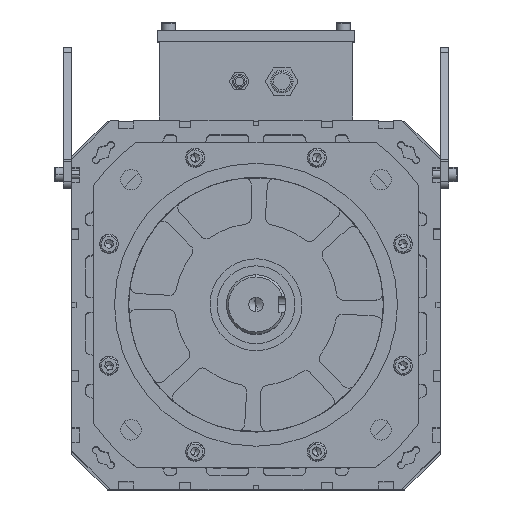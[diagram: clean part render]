
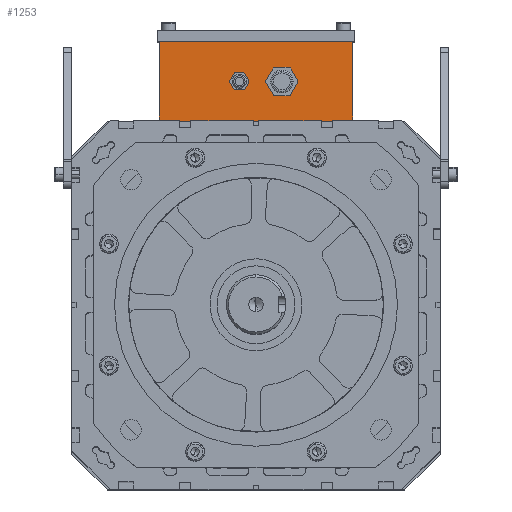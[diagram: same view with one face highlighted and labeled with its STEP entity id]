
A CAD part, top view. The second image highlights one B-rep face of the part: STEP entity #1253.
In plain terms, the highlighted face is planar.
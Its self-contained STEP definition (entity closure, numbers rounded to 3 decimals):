
#1253 = ADVANCED_FACE ( 'NONE', ( #7795, #22822, #16594 ), #7387, .F. ) ;
#2068 = CARTESIAN_POINT ( 'NONE',  ( -68.25, 77.5, 56. ) ) ;
#2501 = LINE ( 'NONE', #11016, #27278 ) ;
#2945 = ORIENTED_EDGE ( 'NONE', *, *, #15673, .F. ) ;
#3989 = CARTESIAN_POINT ( 'NONE',  ( -18.25, 77.5, 28. ) ) ;
#4114 = CARTESIAN_POINT ( 'NONE',  ( 11.75, 77.5, 28. ) ) ;
#4171 = DIRECTION ( 'NONE',  ( 0., 0., 1. ) ) ;
#4343 = EDGE_LOOP ( 'NONE', ( #20822, #12896, #23473, #7308 ) ) ;
#5809 = VERTEX_POINT ( 'NONE', #17438 ) ;
#5811 = VERTEX_POINT ( 'NONE', #21908 ) ;
#6011 = VERTEX_POINT ( 'NONE', #17361 ) ;
#6635 = CARTESIAN_POINT ( 'NONE',  ( 11.75, 77.5, 28. ) ) ;
#6694 = DIRECTION ( 'NONE',  ( -1., 0., 0. ) ) ;
#7114 = CARTESIAN_POINT ( 'NONE',  ( -18.25, 77.5, 22. ) ) ;
#7308 = ORIENTED_EDGE ( 'NONE', *, *, #21462, .T. ) ;
#7387 = PLANE ( 'NONE',  #17502 ) ;
#7597 = CARTESIAN_POINT ( 'NONE',  ( -18.25, 77.5, 28. ) ) ;
#7795 = FACE_BOUND ( 'NONE', #8677, .T. ) ;
#7801 = EDGE_LOOP ( 'NONE', ( #12549, #2945 ) ) ;
#8677 = EDGE_LOOP ( 'NONE', ( #18398, #8705 ) ) ;
#8705 = ORIENTED_EDGE ( 'NONE', *, *, #15136, .F. ) ;
#8836 = LINE ( 'NONE', #15627, #21889 ) ;
#9547 = DIRECTION ( 'NONE',  ( 0., -1., 0. ) ) ;
#9820 = DIRECTION ( 'NONE',  ( 0., 0., -1. ) ) ;
#9928 = CARTESIAN_POINT ( 'NONE',  ( 68.25, 77.5, 56. ) ) ;
#10636 = DIRECTION ( 'NONE',  ( 0., 0., 1. ) ) ;
#10680 = DIRECTION ( 'NONE',  ( 0., 1., 0. ) ) ;
#10884 = AXIS2_PLACEMENT_3D ( 'NONE', #3989, #23612, #10636 ) ;
#11016 = CARTESIAN_POINT ( 'NONE',  ( -68.25, 77.5, 56. ) ) ;
#11189 = DIRECTION ( 'NONE',  ( 0., 1., 0. ) ) ;
#11346 = DIRECTION ( 'NONE',  ( 0., 0., 1. ) ) ;
#12245 = DIRECTION ( 'NONE',  ( 0., 0., -1. ) ) ;
#12475 = AXIS2_PLACEMENT_3D ( 'NONE', #6635, #10680, #4171 ) ;
#12549 = ORIENTED_EDGE ( 'NONE', *, *, #18874, .F. ) ;
#12692 = CARTESIAN_POINT ( 'NONE',  ( -18.25, 77.5, 34. ) ) ;
#12698 = VECTOR ( 'NONE', #12245, 1000. ) ;
#12896 = ORIENTED_EDGE ( 'NONE', *, *, #16607, .F. ) ;
#13379 = VERTEX_POINT ( 'NONE', #14430 ) ;
#13813 = DIRECTION ( 'NONE',  ( 0., 0., 1. ) ) ;
#14087 = DIRECTION ( 'NONE',  ( 0., 1., 0. ) ) ;
#14430 = CARTESIAN_POINT ( 'NONE',  ( -68.25, 77.5, 0. ) ) ;
#15136 = EDGE_CURVE ( 'NONE', #21910, #21454, #25820, .T. ) ;
#15627 = CARTESIAN_POINT ( 'NONE',  ( -68.25, 77.5, 0. ) ) ;
#15673 = EDGE_CURVE ( 'NONE', #6011, #5809, #24910, .T. ) ;
#15917 = LINE ( 'NONE', #2068, #26339 ) ;
#16594 = FACE_OUTER_BOUND ( 'NONE', #4343, .T. ) ;
#16607 = EDGE_CURVE ( 'NONE', #5811, #13379, #15917, .T. ) ;
#17145 = LINE ( 'NONE', #9928, #12698 ) ;
#17258 = CARTESIAN_POINT ( 'NONE',  ( 68.25, 77.5, 0. ) ) ;
#17361 = CARTESIAN_POINT ( 'NONE',  ( 11.75, 77.5, 24. ) ) ;
#17438 = CARTESIAN_POINT ( 'NONE',  ( 11.75, 77.5, 32. ) ) ;
#17502 = AXIS2_PLACEMENT_3D ( 'NONE', #20633, #9547, #9820 ) ;
#17915 = VERTEX_POINT ( 'NONE', #27031 ) ;
#18398 = ORIENTED_EDGE ( 'NONE', *, *, #25005, .F. ) ;
#18874 = EDGE_CURVE ( 'NONE', #5809, #6011, #24964, .T. ) ;
#19384 = EDGE_CURVE ( 'NONE', #17915, #5811, #2501, .T. ) ;
#19805 = AXIS2_PLACEMENT_3D ( 'NONE', #7597, #14087, #13813 ) ;
#20633 = CARTESIAN_POINT ( 'NONE',  ( -68.25, 77.5, 56. ) ) ;
#20822 = ORIENTED_EDGE ( 'NONE', *, *, #23916, .T. ) ;
#21454 = VERTEX_POINT ( 'NONE', #12692 ) ;
#21462 = EDGE_CURVE ( 'NONE', #17915, #23348, #17145, .T. ) ;
#21889 = VECTOR ( 'NONE', #6694, 1000. ) ;
#21908 = CARTESIAN_POINT ( 'NONE',  ( -68.25, 77.5, 56. ) ) ;
#21910 = VERTEX_POINT ( 'NONE', #7114 ) ;
#22244 = DIRECTION ( 'NONE',  ( -1., 0., 0. ) ) ;
#22822 = FACE_BOUND ( 'NONE', #7801, .T. ) ;
#23307 = CIRCLE ( 'NONE', #10884, 6. ) ;
#23348 = VERTEX_POINT ( 'NONE', #17258 ) ;
#23473 = ORIENTED_EDGE ( 'NONE', *, *, #19384, .F. ) ;
#23612 = DIRECTION ( 'NONE',  ( 0., 1., 0. ) ) ;
#23916 = EDGE_CURVE ( 'NONE', #23348, #13379, #8836, .T. ) ;
#24910 = CIRCLE ( 'NONE', #12475, 4. ) ;
#24964 = CIRCLE ( 'NONE', #26358, 4. ) ;
#25005 = EDGE_CURVE ( 'NONE', #21454, #21910, #23307, .T. ) ;
#25820 = CIRCLE ( 'NONE', #19805, 6. ) ;
#26275 = DIRECTION ( 'NONE',  ( 0., 0., -1. ) ) ;
#26339 = VECTOR ( 'NONE', #26275, 1000. ) ;
#26358 = AXIS2_PLACEMENT_3D ( 'NONE', #4114, #11189, #11346 ) ;
#27031 = CARTESIAN_POINT ( 'NONE',  ( 68.25, 77.5, 56. ) ) ;
#27278 = VECTOR ( 'NONE', #22244, 1000. ) ;
